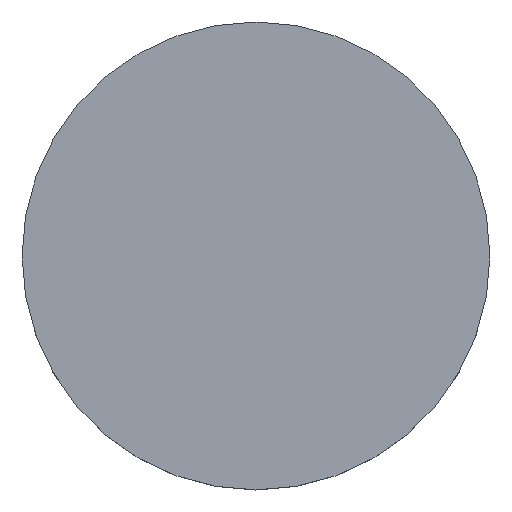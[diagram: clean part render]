
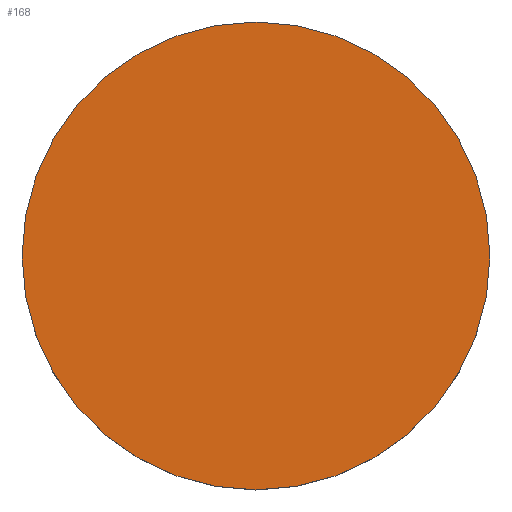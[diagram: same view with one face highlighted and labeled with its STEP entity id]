
A CAD part, top view. The second image highlights one B-rep face of the part: STEP entity #168.
In plain terms, the highlighted planar face has unit normal (0, 0, 1).
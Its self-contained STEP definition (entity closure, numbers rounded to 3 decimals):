
#9 = EDGE_LOOP ( 'NONE', ( #165, #146 ) ) ;
#14 = FACE_OUTER_BOUND ( 'NONE', #9, .T. ) ;
#15 = DIRECTION ( 'NONE',  ( 0., 0., -1. ) ) ;
#24 = CIRCLE ( 'NONE', #187, 12.7 ) ;
#38 = VERTEX_POINT ( 'NONE', #128 ) ;
#45 = CIRCLE ( 'NONE', #182, 12.7 ) ;
#46 = EDGE_CURVE ( 'NONE', #38, #126, #45, .T. ) ;
#54 = DIRECTION ( 'NONE',  ( 0., 0., 1. ) ) ;
#66 = CARTESIAN_POINT ( 'NONE',  ( 12.7, 0., 4. ) ) ;
#83 = DIRECTION ( 'NONE',  ( 0., 0., -1. ) ) ;
#114 = DIRECTION ( 'NONE',  ( 1., 0., 0. ) ) ;
#118 = CARTESIAN_POINT ( 'NONE',  ( 0., 0., 4. ) ) ;
#120 = DIRECTION ( 'NONE',  ( 1., 0., 0. ) ) ;
#126 = VERTEX_POINT ( 'NONE', #66 ) ;
#128 = CARTESIAN_POINT ( 'NONE',  ( -12.7, 0., 4. ) ) ;
#137 = EDGE_CURVE ( 'NONE', #126, #38, #24, .T. ) ;
#146 = ORIENTED_EDGE ( 'NONE', *, *, #46, .F. ) ;
#165 = ORIENTED_EDGE ( 'NONE', *, *, #137, .F. ) ;
#168 = ADVANCED_FACE ( 'NONE', ( #14 ), #207, .T. ) ;
#172 = CARTESIAN_POINT ( 'NONE',  ( 0., 0., 4. ) ) ;
#175 = AXIS2_PLACEMENT_3D ( 'NONE', #214, #54, #233 ) ;
#182 = AXIS2_PLACEMENT_3D ( 'NONE', #172, #83, #114 ) ;
#187 = AXIS2_PLACEMENT_3D ( 'NONE', #118, #15, #120 ) ;
#207 = PLANE ( 'NONE',  #175 ) ;
#214 = CARTESIAN_POINT ( 'NONE',  ( 0., 26.112, 4. ) ) ;
#233 = DIRECTION ( 'NONE',  ( 1., 0., 0. ) ) ;
